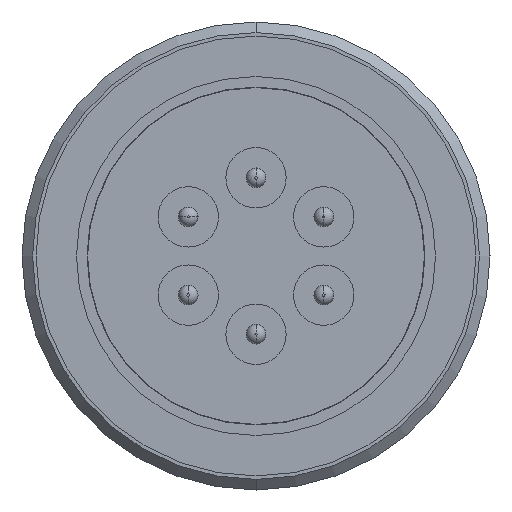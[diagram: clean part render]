
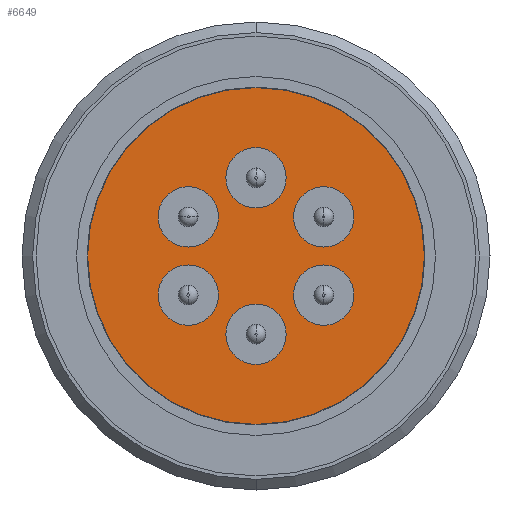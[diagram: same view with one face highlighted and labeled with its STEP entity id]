
A CAD part, front view. The second image highlights one B-rep face of the part: STEP entity #6649.
In plain terms, the highlighted planar face has unit normal (0, -1, 0).
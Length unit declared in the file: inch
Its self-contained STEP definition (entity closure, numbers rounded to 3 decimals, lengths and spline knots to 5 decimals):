
#249 = VERTEX_POINT ( 'NONE', #6915 ) ;
#250 = VERTEX_POINT ( 'NONE', #6914 ) ;
#251 = VERTEX_POINT ( 'NONE', #6913 ) ;
#252 = VERTEX_POINT ( 'NONE', #6912 ) ;
#257 = VERTEX_POINT ( 'NONE', #6907 ) ;
#260 = VERTEX_POINT ( 'NONE', #6904 ) ;
#263 = VERTEX_POINT ( 'NONE', #6901 ) ;
#266 = VERTEX_POINT ( 'NONE', #6898 ) ;
#274 = VERTEX_POINT ( 'NONE', #6890 ) ;
#275 = VERTEX_POINT ( 'NONE', #6889 ) ;
#280 = VERTEX_POINT ( 'NONE', #6884 ) ;
#281 = VERTEX_POINT ( 'NONE', #6883 ) ;
#285 = VERTEX_POINT ( 'NONE', #6879 ) ;
#286 = VERTEX_POINT ( 'NONE', #6878 ) ;
#433 = AXIS2_PLACEMENT_3D ( 'NONE', #580, #575, #581 ) ;
#575 = DIRECTION ( 'NONE',  ( 0., 1., 0. ) ) ;
#578 = PLANE ( 'NONE',  #433 ) ;
#580 = CARTESIAN_POINT ( 'NONE',  ( -0.0249, 0.05531, 0. ) ) ;
#581 = DIRECTION ( 'NONE',  ( 0., 0., 1. ) ) ;
#685 = EDGE_CURVE ( 'NONE', #251, #252, #8492, .T. ) ;
#687 = EDGE_CURVE ( 'NONE', #249, #250, #8491, .T. ) ;
#691 = EDGE_CURVE ( 'NONE', #257, #260, #8486, .T. ) ;
#695 = EDGE_CURVE ( 'NONE', #263, #266, #8480, .T. ) ;
#699 = EDGE_CURVE ( 'NONE', #274, #275, #8474, .T. ) ;
#703 = EDGE_CURVE ( 'NONE', #280, #281, #8468, .T. ) ;
#707 = EDGE_CURVE ( 'NONE', #285, #286, #8462, .T. ) ;
#847 = EDGE_CURVE ( 'NONE', #286, #285, #8334, .T. ) ;
#858 = EDGE_CURVE ( 'NONE', #252, #251, #8323, .T. ) ;
#865 = EDGE_CURVE ( 'NONE', #250, #249, #8319, .T. ) ;
#869 = EDGE_CURVE ( 'NONE', #260, #257, #8315, .T. ) ;
#871 = EDGE_CURVE ( 'NONE', #266, #263, #8313, .T. ) ;
#874 = EDGE_CURVE ( 'NONE', #275, #274, #8310, .T. ) ;
#876 = EDGE_CURVE ( 'NONE', #281, #280, #8308, .T. ) ;
#1923 = AXIS2_PLACEMENT_3D ( 'NONE', #4124, #4123, #4120 ) ;
#1925 = AXIS2_PLACEMENT_3D ( 'NONE', #4136, #4132, #4131 ) ;
#1928 = AXIS2_PLACEMENT_3D ( 'NONE', #4153, #4149, #4148 ) ;
#1930 = AXIS2_PLACEMENT_3D ( 'NONE', #4163, #4160, #4159 ) ;
#1934 = AXIS2_PLACEMENT_3D ( 'NONE', #4187, #4186, #4180 ) ;
#1938 = AXIS2_PLACEMENT_3D ( 'NONE', #3957, #3955, #3962 ) ;
#1949 = AXIS2_PLACEMENT_3D ( 'NONE', #4073, #4072, #4071 ) ;
#2245 = ORIENTED_EDGE ( 'NONE', *, *, #847, .F. ) ;
#2246 = ORIENTED_EDGE ( 'NONE', *, *, #707, .F. ) ;
#2247 = ORIENTED_EDGE ( 'NONE', *, *, #876, .F. ) ;
#2248 = ORIENTED_EDGE ( 'NONE', *, *, #703, .F. ) ;
#2249 = ORIENTED_EDGE ( 'NONE', *, *, #874, .F. ) ;
#2250 = ORIENTED_EDGE ( 'NONE', *, *, #699, .F. ) ;
#2251 = ORIENTED_EDGE ( 'NONE', *, *, #685, .F. ) ;
#2252 = ORIENTED_EDGE ( 'NONE', *, *, #858, .F. ) ;
#2253 = ORIENTED_EDGE ( 'NONE', *, *, #871, .F. ) ;
#2467 = ORIENTED_EDGE ( 'NONE', *, *, #695, .F. ) ;
#2483 = ORIENTED_EDGE ( 'NONE', *, *, #869, .F. ) ;
#2485 = EDGE_LOOP ( 'NONE', ( #2252, #2251 ) ) ;
#2495 = EDGE_LOOP ( 'NONE', ( #8579, #8575 ) ) ;
#2498 = EDGE_LOOP ( 'NONE', ( #2250, #2249 ) ) ;
#2499 = EDGE_LOOP ( 'NONE', ( #2246, #2245 ) ) ;
#2501 = EDGE_LOOP ( 'NONE', ( #2248, #2247 ) ) ;
#2520 = EDGE_LOOP ( 'NONE', ( #3135, #2483 ) ) ;
#2568 = EDGE_LOOP ( 'NONE', ( #2467, #2253 ) ) ;
#3135 = ORIENTED_EDGE ( 'NONE', *, *, #691, .F. ) ;
#3955 = DIRECTION ( 'NONE',  ( 0., 1., 0. ) ) ;
#3957 = CARTESIAN_POINT ( 'NONE',  ( -0.0249, 0.05531, 0. ) ) ;
#3962 = DIRECTION ( 'NONE',  ( 0., 0., -1. ) ) ;
#4071 = DIRECTION ( 'NONE',  ( 0., 0., -1. ) ) ;
#4072 = DIRECTION ( 'NONE',  ( 0., -1., 0. ) ) ;
#4073 = CARTESIAN_POINT ( 'NONE',  ( -0.21743, 0.05531, 0.11116 ) ) ;
#4120 = DIRECTION ( 'NONE',  ( 0., 0., -1. ) ) ;
#4123 = DIRECTION ( 'NONE',  ( 0., -1., 0. ) ) ;
#4124 = CARTESIAN_POINT ( 'NONE',  ( 0.16763, 0.05531, 0.11116 ) ) ;
#4131 = DIRECTION ( 'NONE',  ( 0., 0., -1. ) ) ;
#4132 = DIRECTION ( 'NONE',  ( 0., -1., 0. ) ) ;
#4136 = CARTESIAN_POINT ( 'NONE',  ( -0.0249, 0.05531, -0.22231 ) ) ;
#4148 = DIRECTION ( 'NONE',  ( 0., 0., -1. ) ) ;
#4149 = DIRECTION ( 'NONE',  ( 0., -1., 0. ) ) ;
#4153 = CARTESIAN_POINT ( 'NONE',  ( -0.21743, 0.05531, -0.11116 ) ) ;
#4159 = DIRECTION ( 'NONE',  ( 0., 0., -1. ) ) ;
#4160 = DIRECTION ( 'NONE',  ( 0., -1., 0. ) ) ;
#4163 = CARTESIAN_POINT ( 'NONE',  ( 0.16763, 0.05531, -0.11116 ) ) ;
#4180 = DIRECTION ( 'NONE',  ( 0., 0., -1. ) ) ;
#4186 = DIRECTION ( 'NONE',  ( 0., -1., 0. ) ) ;
#4187 = CARTESIAN_POINT ( 'NONE',  ( -0.0249, 0.05531, 0.22231 ) ) ;
#4414 = FACE_BOUND ( 'NONE', #2520, .T. ) ;
#4419 = FACE_BOUND ( 'NONE', #2499, .T. ) ;
#4424 = FACE_BOUND ( 'NONE', #2501, .T. ) ;
#5040 = FACE_BOUND ( 'NONE', #2498, .T. ) ;
#5042 = FACE_BOUND ( 'NONE', #2495, .T. ) ;
#5044 = FACE_BOUND ( 'NONE', #2568, .T. ) ;
#5047 = FACE_OUTER_BOUND ( 'NONE', #2485, .T. ) ;
#5169 = AXIS2_PLACEMENT_3D ( 'NONE', #6871, #6870, #6869 ) ;
#5171 = AXIS2_PLACEMENT_3D ( 'NONE', #6693, #6710, #6692 ) ;
#5173 = AXIS2_PLACEMENT_3D ( 'NONE', #6738, #6733, #6730 ) ;
#5175 = AXIS2_PLACEMENT_3D ( 'NONE', #6777, #6778, #6773 ) ;
#5177 = AXIS2_PLACEMENT_3D ( 'NONE', #6789, #6788, #6787 ) ;
#5179 = AXIS2_PLACEMENT_3D ( 'NONE', #6798, #6797, #6796 ) ;
#5180 = AXIS2_PLACEMENT_3D ( 'NONE', #6805, #6804, #6803 ) ;
#6649 = ADVANCED_FACE ( 'NONE', ( #5042, #4414, #5044, #5047, #5040, #4424, #4419 ), #578, .F. ) ;
#6692 = DIRECTION ( 'NONE',  ( 0., 0., -1. ) ) ;
#6693 = CARTESIAN_POINT ( 'NONE',  ( 0.16763, 0.05531, 0.11116 ) ) ;
#6710 = DIRECTION ( 'NONE',  ( 0., -1., 0. ) ) ;
#6730 = DIRECTION ( 'NONE',  ( 0., 0., -1. ) ) ;
#6733 = DIRECTION ( 'NONE',  ( 0., -1., 0. ) ) ;
#6738 = CARTESIAN_POINT ( 'NONE',  ( -0.0249, 0.05531, -0.22231 ) ) ;
#6773 = DIRECTION ( 'NONE',  ( 0., 0., -1. ) ) ;
#6777 = CARTESIAN_POINT ( 'NONE',  ( -0.21743, 0.05531, -0.11116 ) ) ;
#6778 = DIRECTION ( 'NONE',  ( 0., -1., 0. ) ) ;
#6787 = DIRECTION ( 'NONE',  ( 0., 0., -1. ) ) ;
#6788 = DIRECTION ( 'NONE',  ( 0., -1., 0. ) ) ;
#6789 = CARTESIAN_POINT ( 'NONE',  ( 0.16763, 0.05531, -0.11116 ) ) ;
#6796 = DIRECTION ( 'NONE',  ( 0., 0., -1. ) ) ;
#6797 = DIRECTION ( 'NONE',  ( 0., -1., 0. ) ) ;
#6798 = CARTESIAN_POINT ( 'NONE',  ( -0.0249, 0.05531, 0.22231 ) ) ;
#6803 = DIRECTION ( 'NONE',  ( 0., 0., -1. ) ) ;
#6804 = DIRECTION ( 'NONE',  ( 0., 1., 0. ) ) ;
#6805 = CARTESIAN_POINT ( 'NONE',  ( -0.0249, 0.05531, 0. ) ) ;
#6869 = DIRECTION ( 'NONE',  ( 0., 0., -1. ) ) ;
#6870 = DIRECTION ( 'NONE',  ( 0., -1., 0. ) ) ;
#6871 = CARTESIAN_POINT ( 'NONE',  ( -0.21743, 0.05531, 0.11116 ) ) ;
#6878 = CARTESIAN_POINT ( 'NONE',  ( -0.21743, 0.05531, 0.19691 ) ) ;
#6879 = CARTESIAN_POINT ( 'NONE',  ( -0.21743, 0.05531, 0.02541 ) ) ;
#6883 = CARTESIAN_POINT ( 'NONE',  ( 0.16763, 0.05531, 0.19691 ) ) ;
#6884 = CARTESIAN_POINT ( 'NONE',  ( 0.16763, 0.05531, 0.02541 ) ) ;
#6889 = CARTESIAN_POINT ( 'NONE',  ( -0.0249, 0.05531, -0.13656 ) ) ;
#6890 = CARTESIAN_POINT ( 'NONE',  ( -0.0249, 0.05531, -0.30806 ) ) ;
#6898 = CARTESIAN_POINT ( 'NONE',  ( -0.21743, 0.05531, -0.02541 ) ) ;
#6901 = CARTESIAN_POINT ( 'NONE',  ( -0.21743, 0.05531, -0.19691 ) ) ;
#6904 = CARTESIAN_POINT ( 'NONE',  ( 0.16763, 0.05531, -0.02541 ) ) ;
#6907 = CARTESIAN_POINT ( 'NONE',  ( 0.16763, 0.05531, -0.19691 ) ) ;
#6912 = CARTESIAN_POINT ( 'NONE',  ( -0.0249, 0.05531, -0.4785 ) ) ;
#6913 = CARTESIAN_POINT ( 'NONE',  ( -0.0249, 0.05531, 0.4785 ) ) ;
#6914 = CARTESIAN_POINT ( 'NONE',  ( -0.0249, 0.05531, 0.30806 ) ) ;
#6915 = CARTESIAN_POINT ( 'NONE',  ( -0.0249, 0.05531, 0.13656 ) ) ;
#8308 = CIRCLE ( 'NONE', #1923, 0.08575 ) ;
#8310 = CIRCLE ( 'NONE', #1925, 0.08575 ) ;
#8313 = CIRCLE ( 'NONE', #1928, 0.08575 ) ;
#8315 = CIRCLE ( 'NONE', #1930, 0.08575 ) ;
#8319 = CIRCLE ( 'NONE', #1934, 0.08575 ) ;
#8323 = CIRCLE ( 'NONE', #1938, 0.4785 ) ;
#8334 = CIRCLE ( 'NONE', #1949, 0.08575 ) ;
#8462 = CIRCLE ( 'NONE', #5169, 0.08575 ) ;
#8468 = CIRCLE ( 'NONE', #5171, 0.08575 ) ;
#8474 = CIRCLE ( 'NONE', #5173, 0.08575 ) ;
#8480 = CIRCLE ( 'NONE', #5175, 0.08575 ) ;
#8486 = CIRCLE ( 'NONE', #5177, 0.08575 ) ;
#8491 = CIRCLE ( 'NONE', #5179, 0.08575 ) ;
#8492 = CIRCLE ( 'NONE', #5180, 0.4785 ) ;
#8575 = ORIENTED_EDGE ( 'NONE', *, *, #865, .F. ) ;
#8579 = ORIENTED_EDGE ( 'NONE', *, *, #687, .F. ) ;
